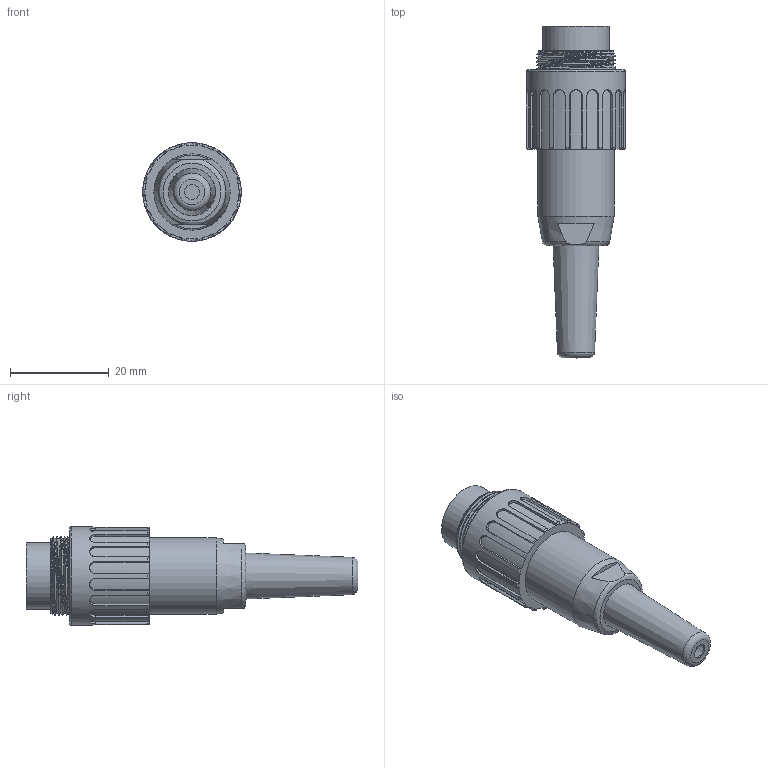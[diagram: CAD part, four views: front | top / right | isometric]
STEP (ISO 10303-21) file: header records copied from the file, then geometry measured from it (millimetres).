
FILE_DESCRIPTION(/* description */ (''),/* implementation_level */ '2;1');
FILE_NAME(/* name */ 't 3360 130 unxc001-02.stp',/* time_stamp */ '2019-07-08T16:27:35+02:00',/* author */ (''),/* organization */ (''),/* preprocessor_version */ 'ST-DEVELOPER v16.7',/* originating_system */ 'SIEMENS PLM Software NX 12.0',/* authorisation */ '');
FILE_SCHEMA (('AUTOMOTIVE_DESIGN { 1 0 10303 214 3 1 1 1 }'));
Length unit declared in the file: millimetre
Products named in the file (1): t 3360 130 unxc001-02
Bounding box: 20 x 67.4 x 20 mm (x, y, z)
Volume: 10143.9 mm3; surface area: 4405.3 mm2
Topology: 1 solids, 1 shells, 199 faces, 541 edges, 361 vertices
Faces by surface type: cylinder 80, plane 71, bspline 33, cone 15
Full cylindrical faces by diameter (mm): 1.475 x5, 1.5 x5, 1.82 x5, 3 x1, 9.6 x1, 13.5 x1, 15.5 x1, 20 x1
Entity records: 7640 total; most frequent: CARTESIAN_POINT 2877, ORIENTED_EDGE 918, DIRECTION 791, EDGE_CURVE 459, VERTEX_POINT 326, AXIS2_PLACEMENT_3D 307, EDGE_LOOP 263, ADVANCED_FACE 199
